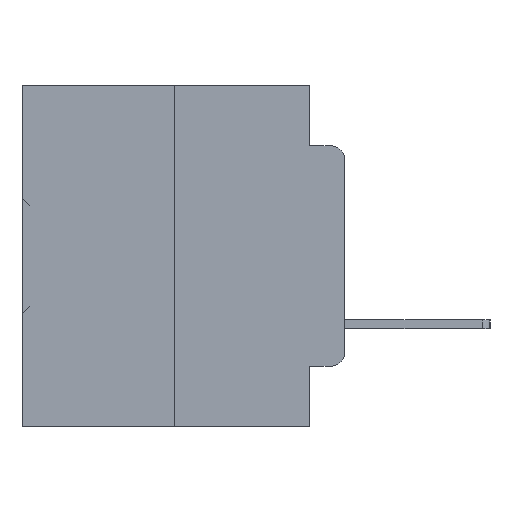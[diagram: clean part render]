
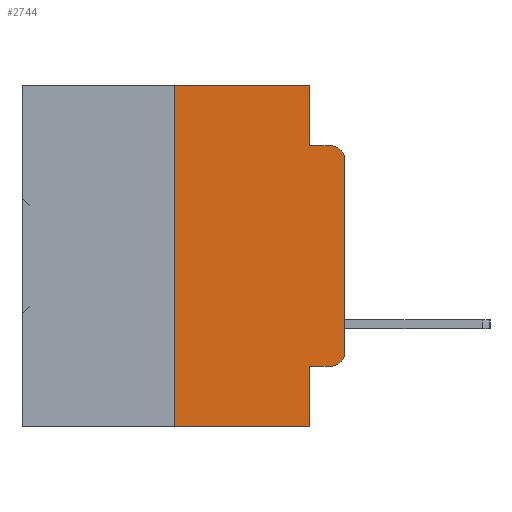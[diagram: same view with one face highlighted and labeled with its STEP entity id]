
A CAD part, left-side view. The second image highlights one B-rep face of the part: STEP entity #2744.
In plain terms, the highlighted planar face has unit normal (-1, 0, 0).
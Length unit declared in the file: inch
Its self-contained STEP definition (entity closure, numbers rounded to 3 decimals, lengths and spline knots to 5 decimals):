
#370 = DIRECTION ( 'NONE',  ( 0., 0., -1. ) ) ;
#466 = LINE ( 'NONE', #35554, #1347 ) ;
#1028 = LINE ( 'NONE', #8485, #16357 ) ;
#1219 = CARTESIAN_POINT ( 'NONE',  ( 0., 0., 0. ) ) ;
#1347 = VECTOR ( 'NONE', #24082, 39.37008 ) ;
#1422 = AXIS2_PLACEMENT_3D ( 'NONE', #8008, #24835, #27484 ) ;
#2552 = DIRECTION ( 'NONE',  ( 0., 0., -1. ) ) ;
#2744 = ADVANCED_FACE ( 'NONE', ( #18178 ), #11729, .F. ) ;
#3324 = EDGE_CURVE ( 'NONE', #11881, #35029, #35602, .T. ) ;
#3686 = ORIENTED_EDGE ( 'NONE', *, *, #13116, .T. ) ;
#3760 = CIRCLE ( 'NONE', #18110, 0.02 ) ;
#4499 = CARTESIAN_POINT ( 'NONE',  ( 0., 0.02, -0.4115 ) ) ;
#4704 = CARTESIAN_POINT ( 'NONE',  ( 0., 0.051, -0.4115 ) ) ;
#4772 = CARTESIAN_POINT ( 'NONE',  ( 0., 0.051, -0.5 ) ) ;
#4879 = DIRECTION ( 'NONE',  ( 0., -1., 0. ) ) ;
#5033 = ORIENTED_EDGE ( 'NONE', *, *, #14204, .T. ) ;
#5065 = VERTEX_POINT ( 'NONE', #23410 ) ;
#5752 = CARTESIAN_POINT ( 'NONE',  ( 0., 0.051, -0.0885 ) ) ;
#5978 = LINE ( 'NONE', #1219, #20440 ) ;
#6531 = DIRECTION ( 'NONE',  ( 0., 0., 1. ) ) ;
#8008 = CARTESIAN_POINT ( 'NONE',  ( 0., 0.473, 0. ) ) ;
#8202 = EDGE_CURVE ( 'NONE', #8642, #17882, #5978, .T. ) ;
#8326 = EDGE_CURVE ( 'NONE', #8668, #27860, #32119, .T. ) ;
#8485 = CARTESIAN_POINT ( 'NONE',  ( 0., 0.473, -0.5 ) ) ;
#8642 = VERTEX_POINT ( 'NONE', #14943 ) ;
#8653 = DIRECTION ( 'NONE',  ( 0., 0., -1. ) ) ;
#8668 = VERTEX_POINT ( 'NONE', #32410 ) ;
#8847 = CARTESIAN_POINT ( 'NONE',  ( 0., 0.473, 0. ) ) ;
#9312 = EDGE_CURVE ( 'NONE', #5065, #11896, #22597, .T. ) ;
#10061 = ORIENTED_EDGE ( 'NONE', *, *, #25300, .F. ) ;
#10587 = DIRECTION ( 'NONE',  ( 0., -1., 0. ) ) ;
#10963 = ORIENTED_EDGE ( 'NONE', *, *, #9312, .F. ) ;
#11606 = EDGE_CURVE ( 'NONE', #27860, #8642, #16039, .T. ) ;
#11729 = PLANE ( 'NONE',  #1422 ) ;
#11881 = VERTEX_POINT ( 'NONE', #18166 ) ;
#11896 = VERTEX_POINT ( 'NONE', #24093 ) ;
#12352 = ORIENTED_EDGE ( 'NONE', *, *, #11606, .T. ) ;
#12758 = VECTOR ( 'NONE', #4879, 39.37008 ) ;
#13116 = EDGE_CURVE ( 'NONE', #17882, #35029, #3760, .T. ) ;
#14022 = EDGE_LOOP ( 'NONE', ( #16314, #3686, #28497, #26702, #10061, #10963, #5033, #17771, #28064, #12352 ) ) ;
#14204 = EDGE_CURVE ( 'NONE', #5065, #20951, #1028, .T. ) ;
#14940 = VECTOR ( 'NONE', #6531, 39.37008 ) ;
#14943 = CARTESIAN_POINT ( 'NONE',  ( 0., 0., -0.3915 ) ) ;
#15553 = LINE ( 'NONE', #8847, #35729 ) ;
#16039 = CIRCLE ( 'NONE', #21681, 0.02 ) ;
#16314 = ORIENTED_EDGE ( 'NONE', *, *, #8202, .T. ) ;
#16357 = VECTOR ( 'NONE', #17174, 39.37008 ) ;
#16818 = VECTOR ( 'NONE', #10587, 39.37008 ) ;
#17174 = DIRECTION ( 'NONE',  ( 0., -1., 0. ) ) ;
#17630 = DIRECTION ( 'NONE',  ( -1., 0., 0. ) ) ;
#17771 = ORIENTED_EDGE ( 'NONE', *, *, #22138, .F. ) ;
#17882 = VERTEX_POINT ( 'NONE', #23433 ) ;
#18110 = AXIS2_PLACEMENT_3D ( 'NONE', #34812, #17630, #370 ) ;
#18166 = CARTESIAN_POINT ( 'NONE',  ( 0., 0.051, -0.0885 ) ) ;
#18178 = FACE_OUTER_BOUND ( 'NONE', #14022, .T. ) ;
#19839 = DIRECTION ( 'NONE',  ( -1., 0., 0. ) ) ;
#20336 = LINE ( 'NONE', #25920, #35546 ) ;
#20440 = VECTOR ( 'NONE', #24298, 39.37008 ) ;
#20951 = VERTEX_POINT ( 'NONE', #4772 ) ;
#21681 = AXIS2_PLACEMENT_3D ( 'NONE', #36950, #19839, #2552 ) ;
#22138 = EDGE_CURVE ( 'NONE', #8668, #20951, #466, .T. ) ;
#22597 = LINE ( 'NONE', #23834, #14940 ) ;
#23410 = CARTESIAN_POINT ( 'NONE',  ( 0., 0.25, -0.5 ) ) ;
#23433 = CARTESIAN_POINT ( 'NONE',  ( 0., 0., -0.1085 ) ) ;
#23777 = VERTEX_POINT ( 'NONE', #34846 ) ;
#23834 = CARTESIAN_POINT ( 'NONE',  ( 0., 0.25, 0. ) ) ;
#24082 = DIRECTION ( 'NONE',  ( 0., 0., -1. ) ) ;
#24093 = CARTESIAN_POINT ( 'NONE',  ( 0., 0.25, 0. ) ) ;
#24187 = CARTESIAN_POINT ( 'NONE',  ( 0., 0.02, -0.0885 ) ) ;
#24298 = DIRECTION ( 'NONE',  ( 0., 0., 1. ) ) ;
#24835 = DIRECTION ( 'NONE',  ( 1., 0., 0. ) ) ;
#25300 = EDGE_CURVE ( 'NONE', #11896, #23777, #15553, .T. ) ;
#25920 = CARTESIAN_POINT ( 'NONE',  ( 0., 0.051, 0. ) ) ;
#26113 = DIRECTION ( 'NONE',  ( 0., -1., 0. ) ) ;
#26702 = ORIENTED_EDGE ( 'NONE', *, *, #28664, .F. ) ;
#27484 = DIRECTION ( 'NONE',  ( 0., 0., -1. ) ) ;
#27860 = VERTEX_POINT ( 'NONE', #4499 ) ;
#28064 = ORIENTED_EDGE ( 'NONE', *, *, #8326, .T. ) ;
#28497 = ORIENTED_EDGE ( 'NONE', *, *, #3324, .F. ) ;
#28664 = EDGE_CURVE ( 'NONE', #23777, #11881, #20336, .T. ) ;
#32119 = LINE ( 'NONE', #4704, #16818 ) ;
#32410 = CARTESIAN_POINT ( 'NONE',  ( 0., 0.051, -0.4115 ) ) ;
#34812 = CARTESIAN_POINT ( 'NONE',  ( 0., 0.02, -0.1085 ) ) ;
#34846 = CARTESIAN_POINT ( 'NONE',  ( 0., 0.051, 0. ) ) ;
#35029 = VERTEX_POINT ( 'NONE', #24187 ) ;
#35546 = VECTOR ( 'NONE', #8653, 39.37008 ) ;
#35554 = CARTESIAN_POINT ( 'NONE',  ( 0., 0.051, 0. ) ) ;
#35602 = LINE ( 'NONE', #5752, #12758 ) ;
#35729 = VECTOR ( 'NONE', #26113, 39.37008 ) ;
#36950 = CARTESIAN_POINT ( 'NONE',  ( 0., 0.02, -0.3915 ) ) ;
